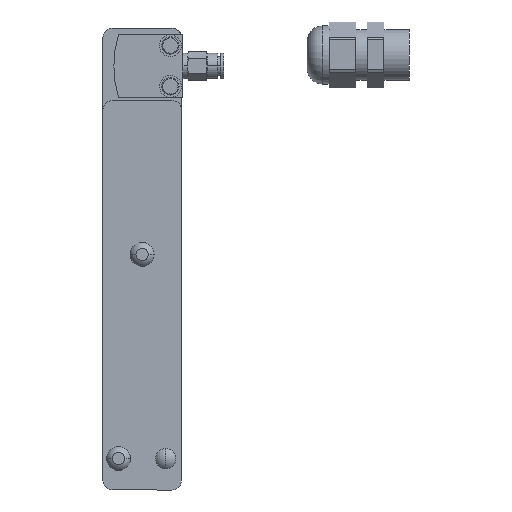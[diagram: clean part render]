
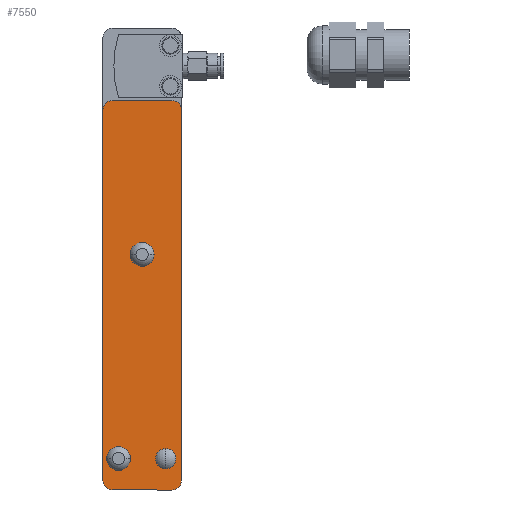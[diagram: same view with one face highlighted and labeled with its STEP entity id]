
A CAD part, left-side view. The second image highlights one B-rep face of the part: STEP entity #7550.
In plain terms, the highlighted planar face has unit normal (-1, 0, 0).
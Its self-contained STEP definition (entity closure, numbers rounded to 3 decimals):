
#95 = EDGE_LOOP ( 'NONE', ( #4561, #5742, #1815, #2411, #7803, #6742, #7877, #6908 ) ) ;
#167 = DIRECTION ( 'NONE',  ( 0., 0., 1. ) ) ;
#266 = VERTEX_POINT ( 'NONE', #8297 ) ;
#272 = EDGE_CURVE ( 'Defeature ausgef�hrt2_0+Defeature ausgef�hrt2_16+Defeature ausgef�hrt2_9+Defeature ausgef�hrt2_7', #8202, #1427, #7174, .T. ) ;
#277 = VECTOR ( 'NONE', #2232, 1000. ) ;
#335 = EDGE_CURVE ( 'Defeature ausgef�hrt2_0+Defeature ausgef�hrt2_6+Defeature ausgef�hrt2_15+Defeature ausgef�hrt2_10', #2637, #1804, #8358, .T. ) ;
#342 = DIRECTION ( 'NONE',  ( 0., 1., 0. ) ) ;
#535 = DIRECTION ( 'NONE',  ( 0., 0., -1. ) ) ;
#553 = EDGE_CURVE ( 'Defeature ausgef�hrt2_101+Defeature ausgef�hrt2_0+Defeature ausgef�hrt2_0+Defeature ausgef�hrt2_0', #266, #6524, #581, .T. ) ;
#571 = FACE_BOUND ( 'NONE', #2566, .T. ) ;
#581 = CIRCLE ( 'NONE', #3288, 3.8 ) ;
#698 = VERTEX_POINT ( 'NONE', #2825 ) ;
#846 = CARTESIAN_POINT ( 'NONE',  ( -8., -7.5, 10. ) ) ;
#927 = CIRCLE ( 'NONE', #2480, 3.2 ) ;
#943 = EDGE_CURVE ( 'Defeature ausgef�hrt2_0+Defeature ausgef�hrt2_104+Defeature ausgef�hrt2_104+Defeature ausgef�hrt2_104', #3358, #2708, #927, .T. ) ;
#995 = DIRECTION ( 'NONE',  ( 0., 0., 1. ) ) ;
#1005 = FACE_BOUND ( 'NONE', #7888, .T. ) ;
#1033 = EDGE_CURVE ( 'Defeature ausgef�hrt2_7+Defeature ausgef�hrt2_0+Defeature ausgef�hrt2_17+Defeature ausgef�hrt2_16', #1532, #1427, #2172, .T. ) ;
#1093 = VECTOR ( 'NONE', #7775, 1000. ) ;
#1301 = CARTESIAN_POINT ( 'NONE',  ( -8., -9.5, 121. ) ) ;
#1334 = EDGE_CURVE ( 'Defeature ausgef�hrt2_101+Defeature ausgef�hrt2_0+Defeature ausgef�hrt2_0+Defeature ausgef�hrt2_0', #6524, #266, #8537, .T. ) ;
#1375 = AXIS2_PLACEMENT_3D ( 'NONE', #7837, #3077, #1702 ) ;
#1384 = AXIS2_PLACEMENT_3D ( 'NONE', #1301, #2625, #1910 ) ;
#1427 = VERTEX_POINT ( 'NONE', #1914 ) ;
#1514 = CIRCLE ( 'NONE', #8033, 3.8 ) ;
#1532 = VERTEX_POINT ( 'NONE', #3949 ) ;
#1553 = EDGE_CURVE ( 'Defeature ausgef�hrt2_8+Defeature ausgef�hrt2_0+Defeature ausgef�hrt2_15+Defeature ausgef�hrt2_17', #5906, #4354, #8516, .T. ) ;
#1702 = DIRECTION ( 'NONE',  ( 0., 0., -1. ) ) ;
#1707 = CARTESIAN_POINT ( 'NONE',  ( -8., -7.5, 10. ) ) ;
#1792 = EDGE_CURVE ( 'Defeature ausgef�hrt2_94+Defeature ausgef�hrt2_0+Defeature ausgef�hrt2_0+Defeature ausgef�hrt2_0', #6403, #5448, #7171, .T. ) ;
#1804 = VERTEX_POINT ( 'NONE', #5373 ) ;
#1807 = EDGE_CURVE ( 'Defeature ausgef�hrt2_0+Defeature ausgef�hrt2_10+Defeature ausgef�hrt2_6+Defeature ausgef�hrt2_9', #1804, #698, #6035, .T. ) ;
#1815 = ORIENTED_EDGE ( 'NONE', *, *, #4112, .T. ) ;
#1831 = CARTESIAN_POINT ( 'NONE',  ( -8., -12.5, 121. ) ) ;
#1910 = DIRECTION ( 'NONE',  ( 0., 0., 1. ) ) ;
#1914 = CARTESIAN_POINT ( 'NONE',  ( -8., 9.5, 0. ) ) ;
#1961 = EDGE_CURVE ( 'Defeature ausgef�hrt2_94+Defeature ausgef�hrt2_0+Defeature ausgef�hrt2_0+Defeature ausgef�hrt2_0', #5448, #6403, #1514, .T. ) ;
#2051 = CARTESIAN_POINT ( 'NONE',  ( -8., 7.5, 10. ) ) ;
#2108 = CARTESIAN_POINT ( 'NONE',  ( -8., 11.3, 10. ) ) ;
#2172 = LINE ( 'NONE', #8183, #7510 ) ;
#2194 = AXIS2_PLACEMENT_3D ( 'NONE', #3523, #4190, #167 ) ;
#2232 = DIRECTION ( 'NONE',  ( 0., 1., 0. ) ) ;
#2295 = CARTESIAN_POINT ( 'NONE',  ( -8., -12.5, 3. ) ) ;
#2310 = DIRECTION ( 'NONE',  ( 1., 0., 0. ) ) ;
#2411 = ORIENTED_EDGE ( 'NONE', *, *, #272, .T. ) ;
#2480 = AXIS2_PLACEMENT_3D ( 'NONE', #846, #8272, #5506 ) ;
#2566 = EDGE_LOOP ( 'NONE', ( #4627, #8127 ) ) ;
#2625 = DIRECTION ( 'NONE',  ( -1., 0., 0. ) ) ;
#2637 = VERTEX_POINT ( 'NONE', #2753 ) ;
#2708 = VERTEX_POINT ( 'NONE', #4880 ) ;
#2753 = CARTESIAN_POINT ( 'NONE',  ( -8., -9.5, 124. ) ) ;
#2825 = CARTESIAN_POINT ( 'NONE',  ( -8., 12.5, 121. ) ) ;
#2863 = CARTESIAN_POINT ( 'NONE',  ( -8., -12.5, 124. ) ) ;
#2982 = CARTESIAN_POINT ( 'NONE',  ( -8., 9.5, 3. ) ) ;
#3077 = DIRECTION ( 'NONE',  ( -1., 0., 0. ) ) ;
#3151 = CARTESIAN_POINT ( 'NONE',  ( -8., 3.7, 10. ) ) ;
#3226 = DIRECTION ( 'NONE',  ( -1., 0., 0. ) ) ;
#3233 = AXIS2_PLACEMENT_3D ( 'NONE', #2982, #7551, #995 ) ;
#3240 = EDGE_CURVE ( 'Defeature ausgef�hrt2_0+Defeature ausgef�hrt2_104+Defeature ausgef�hrt2_104+Defeature ausgef�hrt2_104', #2708, #3358, #4462, .T. ) ;
#3267 = CIRCLE ( 'NONE', #8589, 3. ) ;
#3288 = AXIS2_PLACEMENT_3D ( 'NONE', #3323, #7410, #6068 ) ;
#3323 = CARTESIAN_POINT ( 'NONE',  ( -8., 0., 75. ) ) ;
#3358 = VERTEX_POINT ( 'NONE', #3741 ) ;
#3373 = FACE_BOUND ( 'NONE', #7479, .T. ) ;
#3523 = CARTESIAN_POINT ( 'NONE',  ( -8., 9.5, 121. ) ) ;
#3551 = VECTOR ( 'NONE', #535, 1000. ) ;
#3602 = PLANE ( 'NONE',  #8601 ) ;
#3741 = CARTESIAN_POINT ( 'NONE',  ( -8., -7.5, 13.2 ) ) ;
#3848 = CARTESIAN_POINT ( 'NONE',  ( -8., 12.5, 0. ) ) ;
#3949 = CARTESIAN_POINT ( 'NONE',  ( -8., -9.5, 0. ) ) ;
#4112 = EDGE_CURVE ( 'Defeature ausgef�hrt2_0+Defeature ausgef�hrt2_9+Defeature ausgef�hrt2_10+Defeature ausgef�hrt2_16', #698, #8202, #4525, .T. ) ;
#4114 = ORIENTED_EDGE ( 'NONE', *, *, #1961, .F. ) ;
#4190 = DIRECTION ( 'NONE',  ( -1., 0., 0. ) ) ;
#4221 = ORIENTED_EDGE ( 'NONE', *, *, #553, .F. ) ;
#4353 = CARTESIAN_POINT ( 'NONE',  ( -8., -9.5, 3. ) ) ;
#4354 = VERTEX_POINT ( 'NONE', #2295 ) ;
#4375 = EDGE_CURVE ( 'Defeature ausgef�hrt2_0+Defeature ausgef�hrt2_15+Defeature ausgef�hrt2_8+Defeature ausgef�hrt2_6', #5906, #2637, #6188, .T. ) ;
#4462 = CIRCLE ( 'NONE', #5799, 3.2 ) ;
#4480 = CARTESIAN_POINT ( 'NONE',  ( -8., -12.5, 0. ) ) ;
#4525 = LINE ( 'NONE', #3848, #1093 ) ;
#4531 = DIRECTION ( 'NONE',  ( 0., 0., -1. ) ) ;
#4561 = ORIENTED_EDGE ( 'NONE', *, *, #335, .T. ) ;
#4594 = AXIS2_PLACEMENT_3D ( 'NONE', #2051, #7399, #8067 ) ;
#4627 = ORIENTED_EDGE ( 'NONE', *, *, #943, .T. ) ;
#4649 = CARTESIAN_POINT ( 'NONE',  ( -8., -12.5, 0. ) ) ;
#4880 = CARTESIAN_POINT ( 'NONE',  ( -8., -7.5, 6.8 ) ) ;
#5312 = CARTESIAN_POINT ( 'NONE',  ( -8., -3.8, 75. ) ) ;
#5373 = CARTESIAN_POINT ( 'NONE',  ( -8., 9.5, 124. ) ) ;
#5448 = VERTEX_POINT ( 'NONE', #3151 ) ;
#5506 = DIRECTION ( 'NONE',  ( 0., 1., 0. ) ) ;
#5742 = ORIENTED_EDGE ( 'NONE', *, *, #1807, .T. ) ;
#5799 = AXIS2_PLACEMENT_3D ( 'NONE', #1707, #2310, #7036 ) ;
#5906 = VERTEX_POINT ( 'NONE', #1831 ) ;
#5948 = EDGE_CURVE ( 'Defeature ausgef�hrt2_0+Defeature ausgef�hrt2_17+Defeature ausgef�hrt2_7+Defeature ausgef�hrt2_8', #1532, #4354, #3267, .T. ) ;
#6035 = CIRCLE ( 'NONE', #2194, 3. ) ;
#6068 = DIRECTION ( 'NONE',  ( 0., 0., -1. ) ) ;
#6071 = ORIENTED_EDGE ( 'NONE', *, *, #1334, .F. ) ;
#6188 = CIRCLE ( 'NONE', #1384, 3. ) ;
#6403 = VERTEX_POINT ( 'NONE', #2108 ) ;
#6436 = DIRECTION ( 'NONE',  ( -1., 0., 0. ) ) ;
#6524 = VERTEX_POINT ( 'NONE', #5312 ) ;
#6540 = ORIENTED_EDGE ( 'NONE', *, *, #1792, .F. ) ;
#6742 = ORIENTED_EDGE ( 'NONE', *, *, #5948, .T. ) ;
#6908 = ORIENTED_EDGE ( 'NONE', *, *, #4375, .T. ) ;
#7036 = DIRECTION ( 'NONE',  ( 0., 1., 0. ) ) ;
#7171 = CIRCLE ( 'NONE', #4594, 3.8 ) ;
#7174 = CIRCLE ( 'NONE', #3233, 3. ) ;
#7399 = DIRECTION ( 'NONE',  ( -1., 0., 0. ) ) ;
#7410 = DIRECTION ( 'NONE',  ( -1., 0., 0. ) ) ;
#7479 = EDGE_LOOP ( 'NONE', ( #4114, #6540 ) ) ;
#7510 = VECTOR ( 'NONE', #342, 1000. ) ;
#7550 = ADVANCED_FACE ( 'Defeature ausgef�hrt2_0', ( #571, #3373, #7804, #1005 ), #3602, .F. ) ;
#7551 = DIRECTION ( 'NONE',  ( -1., 0., 0. ) ) ;
#7775 = DIRECTION ( 'NONE',  ( 0., 0., -1. ) ) ;
#7803 = ORIENTED_EDGE ( 'NONE', *, *, #1033, .F. ) ;
#7804 = FACE_OUTER_BOUND ( 'NONE', #95, .T. ) ;
#7805 = DIRECTION ( 'NONE',  ( 0., 0., 1. ) ) ;
#7837 = CARTESIAN_POINT ( 'NONE',  ( -8., 0., 75. ) ) ;
#7877 = ORIENTED_EDGE ( 'NONE', *, *, #1553, .F. ) ;
#7888 = EDGE_LOOP ( 'NONE', ( #6071, #4221 ) ) ;
#8033 = AXIS2_PLACEMENT_3D ( 'NONE', #8651, #3226, #4531 ) ;
#8067 = DIRECTION ( 'NONE',  ( 0., 0., -1. ) ) ;
#8127 = ORIENTED_EDGE ( 'NONE', *, *, #3240, .T. ) ;
#8183 = CARTESIAN_POINT ( 'NONE',  ( -8., -12.5, 0. ) ) ;
#8202 = VERTEX_POINT ( 'NONE', #8620 ) ;
#8272 = DIRECTION ( 'NONE',  ( 1., 0., 0. ) ) ;
#8297 = CARTESIAN_POINT ( 'NONE',  ( -8., 3.8, 75. ) ) ;
#8350 = DIRECTION ( 'NONE',  ( 0., 0., 1. ) ) ;
#8358 = LINE ( 'NONE', #2863, #277 ) ;
#8474 = DIRECTION ( 'NONE',  ( 1., 0., 0. ) ) ;
#8516 = LINE ( 'NONE', #4649, #3551 ) ;
#8537 = CIRCLE ( 'NONE', #1375, 3.8 ) ;
#8589 = AXIS2_PLACEMENT_3D ( 'NONE', #4353, #6436, #8350 ) ;
#8601 = AXIS2_PLACEMENT_3D ( 'NONE', #4480, #8474, #7805 ) ;
#8620 = CARTESIAN_POINT ( 'NONE',  ( -8., 12.5, 3. ) ) ;
#8651 = CARTESIAN_POINT ( 'NONE',  ( -8., 7.5, 10. ) ) ;
